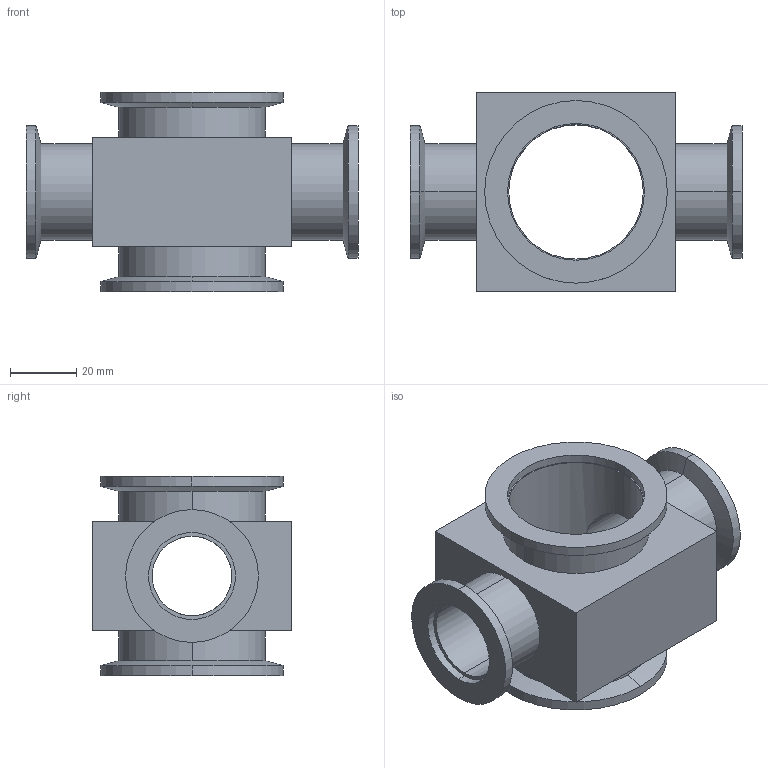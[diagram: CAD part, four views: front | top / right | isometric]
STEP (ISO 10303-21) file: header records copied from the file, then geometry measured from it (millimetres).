
FILE_DESCRIPTION (( 'STEP AP214' ), '1' );
FILE_NAME ('110RKR040-025-V.stp', '2014-02-06T10:00:13', ( '' ), ( '' ), 'SwSTEP 2.0', 'SolidWorks 2013', '' );
FILE_SCHEMA (( 'AUTOMOTIVE_DESIGN' ));
Length unit declared in the file: millimetre
Products named in the file (1): 110RKR040-025-V
Bounding box: 100 x 60 x 60 mm (x, y, z)
Volume: 91315.5 mm3; surface area: 36165.7 mm2
Topology: 1 solids, 1 shells, 52 faces, 120 edges, 76 vertices
Faces by surface type: cylinder 30, plane 14, cone 8
Entity records: 2310 total; most frequent: CARTESIAN_POINT 457, DIRECTION 286, ORIENTED_EDGE 240, EDGE_CURVE 120, AXIS2_PLACEMENT_3D 117, VERTEX_POINT 76, CIRCLE 64, EDGE_LOOP 64
